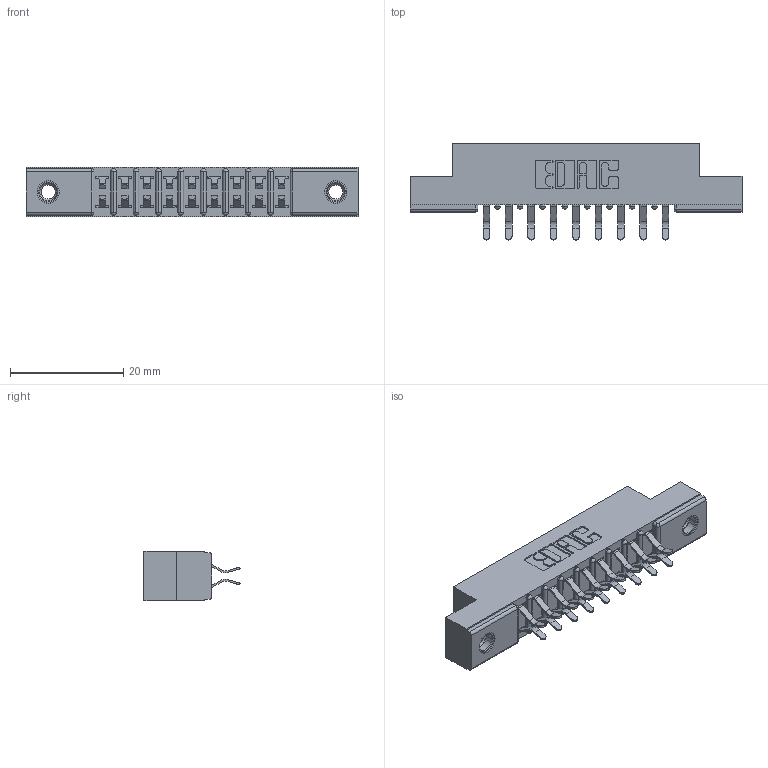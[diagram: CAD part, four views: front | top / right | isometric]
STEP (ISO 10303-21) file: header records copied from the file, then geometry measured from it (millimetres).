
FILE_DESCRIPTION (( 'STEP AP203' ), '1' );
FILE_NAME ('307-018-456-207.STEP', '2020-09-28T19:03:48', ( '' ), ( '' ), 'SwSTEP 2.0', 'SolidWorks 2020', '' );
FILE_SCHEMA (( 'CONFIG_CONTROL_DESIGN' ));
Length unit declared in the file: inch
Products named in the file (4): 307-290-001_556; 307-018-456-207; 307 Part_.156 Dia Mounting Holes; 345-250-001_345-250-005-103
Assembly tree (21 placements, depth 2):
  307-018-456-207
    307 Part_.156 Dia Mounting Holes
    307-290-001_556  x18
    345-250-001_345-250-005-103  x2
Bounding box: 58.67 x 16.97 x 8.71 mm (x, y, z)
Volume: 3822.6 mm3; surface area: 6093.8 mm2
Topology: 21 solids, 21 shells, 1088 faces, 3015 edges, 1950 vertices
Faces by surface type: plane 696, cylinder 356, sphere 20, cone 12, torus 4
Entity records: 13361 total; most frequent: CARTESIAN_POINT 2180, DIRECTION 2159, ORIENTED_EDGE 2150, EDGE_CURVE 1075, VECTOR 809, LINE 809, VERTEX_POINT 696, AXIS2_PLACEMENT_3D 675
